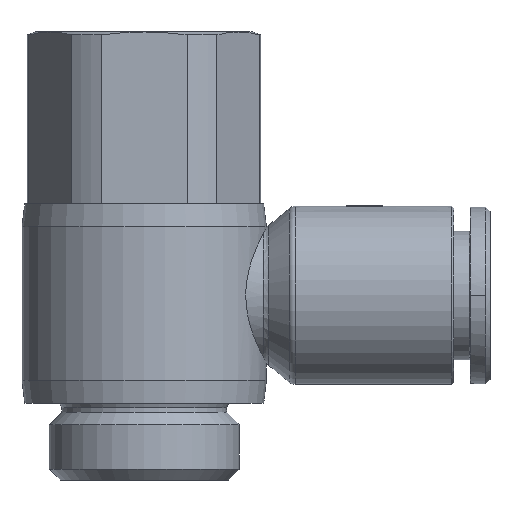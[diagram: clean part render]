
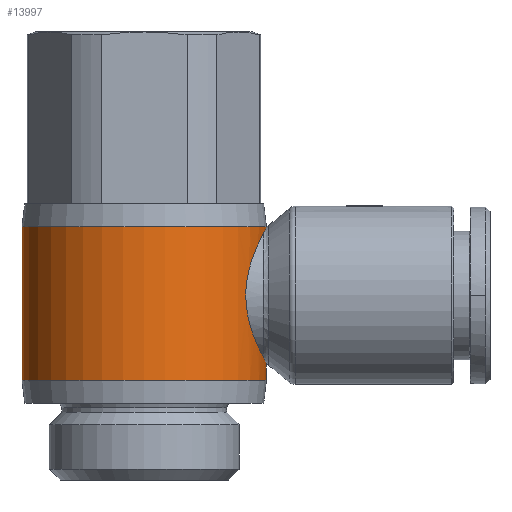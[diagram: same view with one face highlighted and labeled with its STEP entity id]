
A CAD part, front view. The second image highlights one B-rep face of the part: STEP entity #13997.
In plain terms, the highlighted cylindrical face has radius 13.5 mm (diameter 27 mm), a partial arc.
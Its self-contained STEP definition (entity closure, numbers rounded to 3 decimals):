
#361=CARTESIAN_POINT('',(-0.2,0.,7.569));
#362=VERTEX_POINT('',#361);
#371=CARTESIAN_POINT('',(-0.2,0.,-7.569));
#372=VERTEX_POINT('',#371);
#467=CARTESIAN_POINT('',(-0.2,0.,7.6));
#468=VERTEX_POINT('',#467);
#477=CARTESIAN_POINT('',(26.8,0.,7.6));
#478=VERTEX_POINT('',#477);
#511=CARTESIAN_POINT('',(-0.2,0.,-9.4));
#512=VERTEX_POINT('',#511);
#528=CARTESIAN_POINT('',(26.8,0.,-9.4));
#529=VERTEX_POINT('',#528);
#593=CARTESIAN_POINT('',(-0.2,0.,-9.4));
#594=DIRECTION('',(0.0,0.0,1.0));
#595=VECTOR('',#594,1.831);
#596=LINE('',#593,#595);
#597=EDGE_CURVE('',#512,#372,#596,.T.);
#600=CARTESIAN_POINT('',(26.8,0.,7.6));
#601=DIRECTION('',(0.0,0.0,-1.0));
#602=VECTOR('',#601,17.0);
#603=LINE('',#600,#602);
#604=EDGE_CURVE('',#478,#529,#603,.T.);
#607=CARTESIAN_POINT('',(-0.2,0.,7.569));
#608=DIRECTION('',(0.0,0.,1.0));
#609=VECTOR('',#608,0.031);
#610=LINE('',#607,#609);
#611=EDGE_CURVE('',#362,#468,#610,.T.);
#13913=CARTESIAN_POINT('',(13.3,0.,-0.9));
#13914=DIRECTION('',(0.,0.,1.0));
#13915=DIRECTION('',(-1.0,0.0,0.0));
#13916=AXIS2_PLACEMENT_3D('',#13913,#13914,#13915);
#13917=CYLINDRICAL_SURFACE('',#13916,13.5);
#13918=ORIENTED_EDGE('',*,*,#597,.T.);
#13919=CARTESIAN_POINT('',(0.164,3.114,-6.823));
#13920=VERTEX_POINT('',#13919);
#13921=CARTESIAN_POINT('',(0.164,3.114,-6.823));
#13922=CARTESIAN_POINT('',(0.052,2.642,-7.038));
#13923=CARTESIAN_POINT('',(-0.037,2.155,-7.222));
#13924=CARTESIAN_POINT('',(-0.137,1.343,-7.432));
#13925=CARTESIAN_POINT('',(-0.164,1.035,-7.491));
#13926=CARTESIAN_POINT('',(-0.189,0.57,-7.544));
#13927=CARTESIAN_POINT('',(-0.194,0.418,-7.556));
#13928=CARTESIAN_POINT('',(-0.199,0.177,-7.567));
#13929=CARTESIAN_POINT('',(-0.2,0.088,-7.569));
#13930=CARTESIAN_POINT('',(-0.2,0.,-7.569));
#13931=B_SPLINE_CURVE_WITH_KNOTS('',3,(#13921,#13922,#13923,#13924,#13925,#13926,#13927,#13928,#13929,#13930),.UNSPECIFIED.,.F.,.U.,(4,2,2,2,4),(-6.55,-4.956,-4.004,-3.544,-3.277),.UNSPECIFIED.);
#13932=EDGE_CURVE('',#13920,#372,#13931,.T.);
#13933=ORIENTED_EDGE('',*,*,#13932,.F.);
#13934=CARTESIAN_POINT('',(0.164,3.114,6.823));
#13935=VERTEX_POINT('',#13934);
#13936=CARTESIAN_POINT('',(0.164,3.114,6.823));
#13937=CARTESIAN_POINT('',(0.255,3.497,6.648));
#13938=CARTESIAN_POINT('',(0.359,3.862,6.442));
#13939=CARTESIAN_POINT('',(0.604,4.608,5.938));
#13940=CARTESIAN_POINT('',(0.746,4.977,5.63));
#13941=CARTESIAN_POINT('',(1.025,5.631,4.975));
#13942=CARTESIAN_POINT('',(1.173,5.94,4.605));
#13943=CARTESIAN_POINT('',(1.456,6.486,3.797));
#13944=CARTESIAN_POINT('',(1.591,6.724,3.36));
#13945=CARTESIAN_POINT('',(1.821,7.109,2.441));
#13946=CARTESIAN_POINT('',(1.916,7.257,1.958));
#13947=CARTESIAN_POINT('',(2.043,7.452,0.98));
#13948=CARTESIAN_POINT('',(2.075,7.5,0.484));
#13949=CARTESIAN_POINT('',(2.075,7.5,0.));
#13950=CARTESIAN_POINT('',(2.075,7.5,-0.484));
#13951=CARTESIAN_POINT('',(2.043,7.452,-0.98));
#13952=CARTESIAN_POINT('',(1.916,7.257,-1.958));
#13953=CARTESIAN_POINT('',(1.821,7.109,-2.441));
#13954=CARTESIAN_POINT('',(1.591,6.724,-3.36));
#13955=CARTESIAN_POINT('',(1.456,6.486,-3.797));
#13956=CARTESIAN_POINT('',(1.173,5.94,-4.605));
#13957=CARTESIAN_POINT('',(1.025,5.631,-4.975));
#13958=CARTESIAN_POINT('',(0.746,4.977,-5.63));
#13959=CARTESIAN_POINT('',(0.604,4.608,-5.938));
#13960=CARTESIAN_POINT('',(0.359,3.862,-6.442));
#13961=CARTESIAN_POINT('',(0.255,3.497,-6.648));
#13962=CARTESIAN_POINT('',(0.164,3.114,-6.823));
#13963=B_SPLINE_CURVE_WITH_KNOTS('',3,(#13936,#13937,#13938,#13939,#13940,#13941,#13942,#13943,#13944,#13945,#13946,#13947,#13948,#13949,#13950,#13951,#13952,#13953,#13954,#13955,#13956,#13957,#13958,#13959,#13960,#13961,#13962),.UNSPECIFIED.,.F.,.U.,(4,2,2,2,2,2,3,2,2,2,2,2,4),(-8.478,-7.258,-5.811,-4.358,-2.906,-1.453,0.0,1.453,2.906,4.358,5.811,7.258,8.478),.UNSPECIFIED.);
#13964=EDGE_CURVE('',#13935,#13920,#13963,.T.);
#13965=ORIENTED_EDGE('',*,*,#13964,.F.);
#13966=CARTESIAN_POINT('',(-0.2,0.,7.569));
#13967=CARTESIAN_POINT('',(-0.2,0.025,7.569));
#13968=CARTESIAN_POINT('',(-0.2,0.051,7.568));
#13969=CARTESIAN_POINT('',(-0.199,0.2,7.567));
#13970=CARTESIAN_POINT('',(-0.197,0.324,7.561));
#13971=CARTESIAN_POINT('',(-0.186,0.653,7.538));
#13972=CARTESIAN_POINT('',(-0.174,0.857,7.513));
#13973=CARTESIAN_POINT('',(-0.102,1.779,7.357));
#13974=CARTESIAN_POINT('',(0.009,2.46,7.122));
#13975=CARTESIAN_POINT('',(0.164,3.114,6.823));
#13976=B_SPLINE_CURVE_WITH_KNOTS('',3,(#13966,#13967,#13968,#13969,#13970,#13971,#13972,#13973,#13974,#13975),.UNSPECIFIED.,.F.,.U.,(4,2,2,2,4),(-3.277,-3.201,-2.828,-2.207,0.0),.UNSPECIFIED.);
#13977=EDGE_CURVE('',#362,#13935,#13976,.T.);
#13978=ORIENTED_EDGE('',*,*,#13977,.F.);
#13979=ORIENTED_EDGE('',*,*,#611,.T.);
#13980=CARTESIAN_POINT('',(13.3,0.,7.6));
#13981=DIRECTION('',(0.0,0.0,1.0));
#13982=DIRECTION('',(-1.0,0.0,0.0));
#13983=AXIS2_PLACEMENT_3D('',#13980,#13981,#13982);
#13984=CIRCLE('',#13983,13.5);
#13985=EDGE_CURVE('',#478,#468,#13984,.T.);
#13986=ORIENTED_EDGE('',*,*,#13985,.F.);
#13987=ORIENTED_EDGE('',*,*,#604,.T.);
#13988=CARTESIAN_POINT('',(13.3,0.,-9.4));
#13989=DIRECTION('',(0.0,0.0,1.0));
#13990=DIRECTION('',(-1.0,0.0,0.0));
#13991=AXIS2_PLACEMENT_3D('',#13988,#13989,#13990);
#13992=CIRCLE('',#13991,13.5);
#13993=EDGE_CURVE('',#529,#512,#13992,.T.);
#13994=ORIENTED_EDGE('',*,*,#13993,.T.);
#13995=EDGE_LOOP('',(#13918,#13933,#13965,#13978,#13979,#13986,#13987,#13994));
#13996=FACE_OUTER_BOUND('',#13995,.T.);
#13997=ADVANCED_FACE('',(#13996),#13917,.T.);
